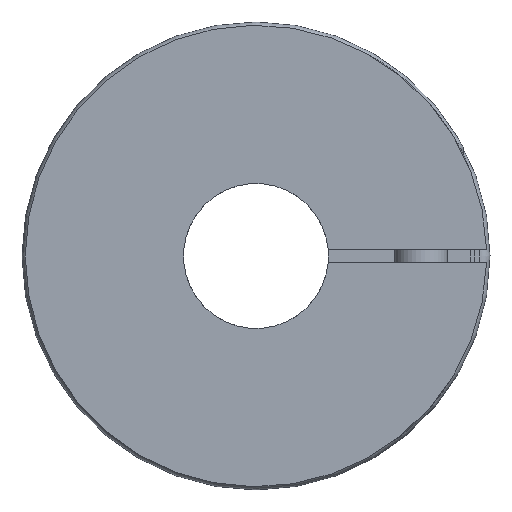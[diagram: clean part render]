
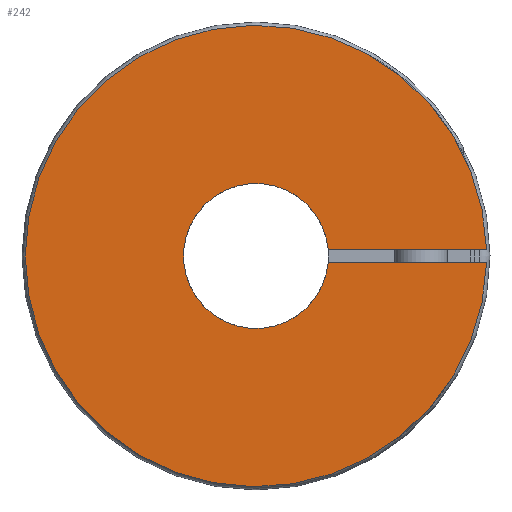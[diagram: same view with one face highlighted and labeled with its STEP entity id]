
A CAD part, left-side view. The second image highlights one B-rep face of the part: STEP entity #242.
In plain terms, the highlighted planar face has unit normal (-1, 0, 0).
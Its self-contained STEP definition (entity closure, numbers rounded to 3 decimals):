
#242 = ADVANCED_FACE( '', ( #559 ), #560, .F. );
#559 = FACE_OUTER_BOUND( '', #952, .T. );
#560 = PLANE( '', #953 );
#952 = EDGE_LOOP( '', ( #1540, #1541, #1542, #1543 ) );
#953 = AXIS2_PLACEMENT_3D( '', #1544, #1545, #1546 );
#1540 = ORIENTED_EDGE( '', *, *, #2085, .T. );
#1541 = ORIENTED_EDGE( '', *, *, #2104, .F. );
#1542 = ORIENTED_EDGE( '', *, *, #2105, .T. );
#1543 = ORIENTED_EDGE( '', *, *, #2079, .T. );
#1544 = CARTESIAN_POINT( '', ( -33.75, 0., 0. ) );
#1545 = DIRECTION( '', ( 1., 0., 0. ) );
#1546 = DIRECTION( '', ( 0., 0., 1. ) );
#2079 = EDGE_CURVE( '', #2463, #2461, #2464, .T. );
#2085 = EDGE_CURVE( '', #2461, #2471, #2473, .T. );
#2104 = EDGE_CURVE( '', #2499, #2471, #2500, .T. );
#2105 = EDGE_CURVE( '', #2499, #2463, #2501, .T. );
#2461 = VERTEX_POINT( '', #3903 );
#2463 = VERTEX_POINT( '', #3906 );
#2464 = CIRCLE( '', #3907, 35. );
#2471 = VERTEX_POINT( '', #3916 );
#2473 = LINE( '', #3919, #3920 );
#2499 = VERTEX_POINT( '', #3951 );
#2500 = CIRCLE( '', #3952, 11. );
#2501 = LINE( '', #3953, #3954 );
#3903 = CARTESIAN_POINT( '', ( -33.75, -34.986, -1. ) );
#3906 = CARTESIAN_POINT( '', ( -33.75, -34.986, 1. ) );
#3907 = AXIS2_PLACEMENT_3D( '', #4852, #4853, #4854 );
#3916 = CARTESIAN_POINT( '', ( -33.75, -10.954, -1. ) );
#3919 = CARTESIAN_POINT( '', ( -33.75, -14.967, -1. ) );
#3920 = VECTOR( '', #4861, 1000. );
#3951 = CARTESIAN_POINT( '', ( -33.75, -10.954, 1. ) );
#3952 = AXIS2_PLACEMENT_3D( '', #4888, #4889, #4890 );
#3953 = CARTESIAN_POINT( '', ( -33.75, -14.967, 1. ) );
#3954 = VECTOR( '', #4891, 1000. );
#4852 = CARTESIAN_POINT( '', ( -33.75, 0., 0. ) );
#4853 = DIRECTION( '', ( -1., 0., 0. ) );
#4854 = DIRECTION( '', ( 0., -1., 0. ) );
#4861 = DIRECTION( '', ( 0., 1., 0. ) );
#4888 = CARTESIAN_POINT( '', ( -33.75, 0., 0. ) );
#4889 = DIRECTION( '', ( -1., 0., 0. ) );
#4890 = DIRECTION( '', ( 0., -1., 0. ) );
#4891 = DIRECTION( '', ( 0., -1., 0. ) );
